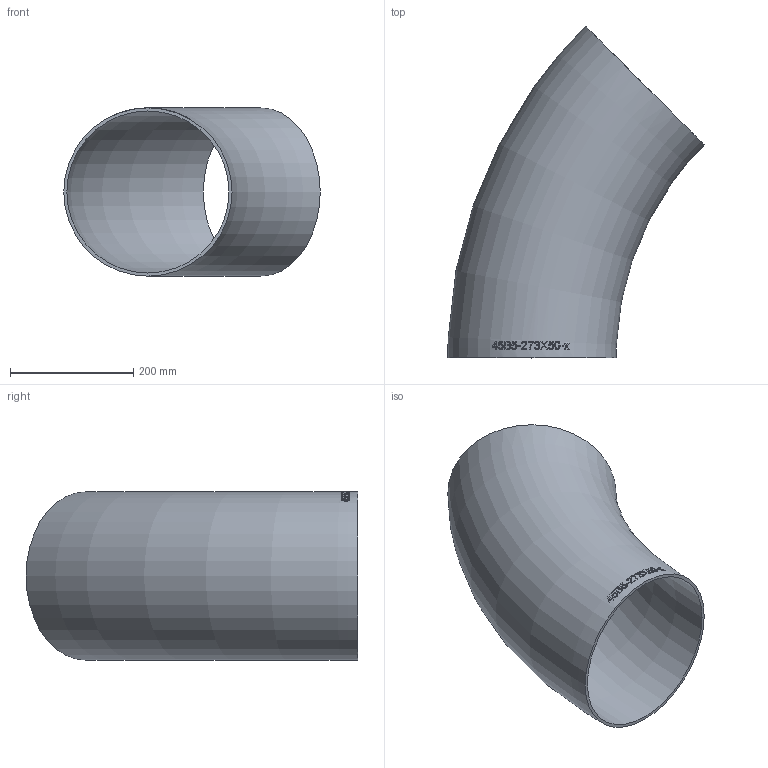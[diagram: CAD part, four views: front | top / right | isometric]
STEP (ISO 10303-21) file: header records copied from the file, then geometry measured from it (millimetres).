
FILE_DESCRIPTION (( 'STEP AP214' ), '1' );
FILE_NAME ('45B5-273X50-x Bogen 2005.STEP', '2020-05-11T08:14:35', ( '' ), ( '' ), 'SwSTEP 2.0', 'SolidWorks 2019', '' );
FILE_SCHEMA (( 'AUTOMOTIVE_DESIGN' ));
Length unit declared in the file: millimetre
Products named in the file (1): 45B5-273X50-x Bogen 2005
Bounding box: 416.08 x 538.46 x 273 mm (x, y, z)
Volume: 2066436.5 mm3; surface area: 835026.4 mm2
Topology: 1 solids, 1 shells, 190 faces, 517 edges, 345 vertices
Faces by surface type: bspline 168, torus 20, plane 2
Entity records: 31479 total; most frequent: CARTESIAN_POINT 26202, ORIENTED_EDGE 1016, EDGE_CURVE 508, B_SPLINE_CURVE_WITH_KNOTS 504, VERTEX_POINT 340, EDGE_LOOP 210, FACE_OUTER_BOUND 191, ADVANCED_FACE 189
